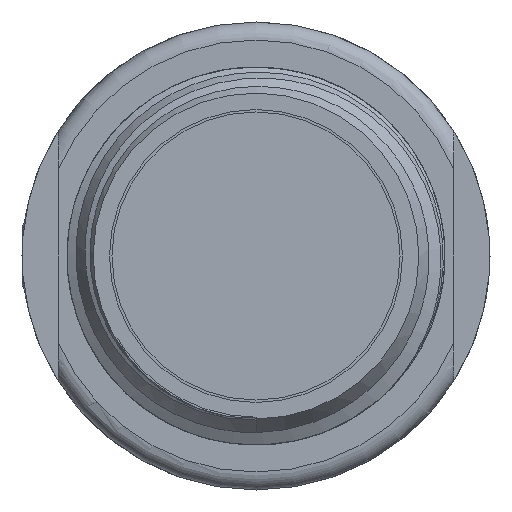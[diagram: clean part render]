
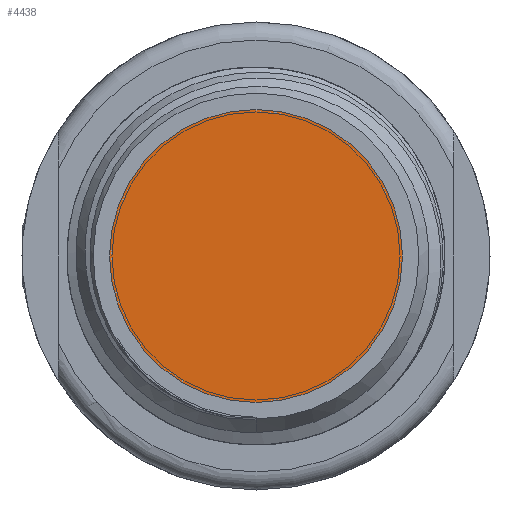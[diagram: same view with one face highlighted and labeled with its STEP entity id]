
A CAD part, left-side view. The second image highlights one B-rep face of the part: STEP entity #4438.
In plain terms, the highlighted planar face has unit normal (-1, 0, 0).
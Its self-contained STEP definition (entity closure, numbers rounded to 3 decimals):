
#131=PLANE('',#4965);
#1059=FACE_OUTER_BOUND('',#1350,.T.);
#1350=EDGE_LOOP('',(#3752,#3753));
#1680=CIRCLE('',#4966,8.137);
#1681=CIRCLE('',#4967,8.137);
#2076=VERTEX_POINT('',#11321);
#2077=VERTEX_POINT('',#11322);
#2695=EDGE_CURVE('',#2076,#2077,#1680,.T.);
#2696=EDGE_CURVE('',#2077,#2076,#1681,.T.);
#3752=ORIENTED_EDGE('',*,*,#2695,.F.);
#3753=ORIENTED_EDGE('',*,*,#2696,.F.);
#4438=ADVANCED_FACE('',(#1059),#131,.T.);
#4965=AXIS2_PLACEMENT_3D('',#11320,#6000,#6001);
#4966=AXIS2_PLACEMENT_3D('',#11323,#6002,#6003);
#4967=AXIS2_PLACEMENT_3D('',#11324,#6004,#6005);
#6000=DIRECTION('center_axis',(-1.,0.,0.));
#6001=DIRECTION('ref_axis',(0.,0.,1.));
#6002=DIRECTION('center_axis',(1.,0.,0.));
#6003=DIRECTION('ref_axis',(0.,0.,-1.));
#6004=DIRECTION('center_axis',(1.,0.,0.));
#6005=DIRECTION('ref_axis',(0.,0.,-1.));
#11320=CARTESIAN_POINT('Origin',(-21.802,8.137,0.));
#11321=CARTESIAN_POINT('',(-21.802,8.137,0.));
#11322=CARTESIAN_POINT('',(-21.802,-8.137,0.));
#11323=CARTESIAN_POINT('Origin',(-21.802,0.,0.));
#11324=CARTESIAN_POINT('Origin',(-21.802,0.,0.));
